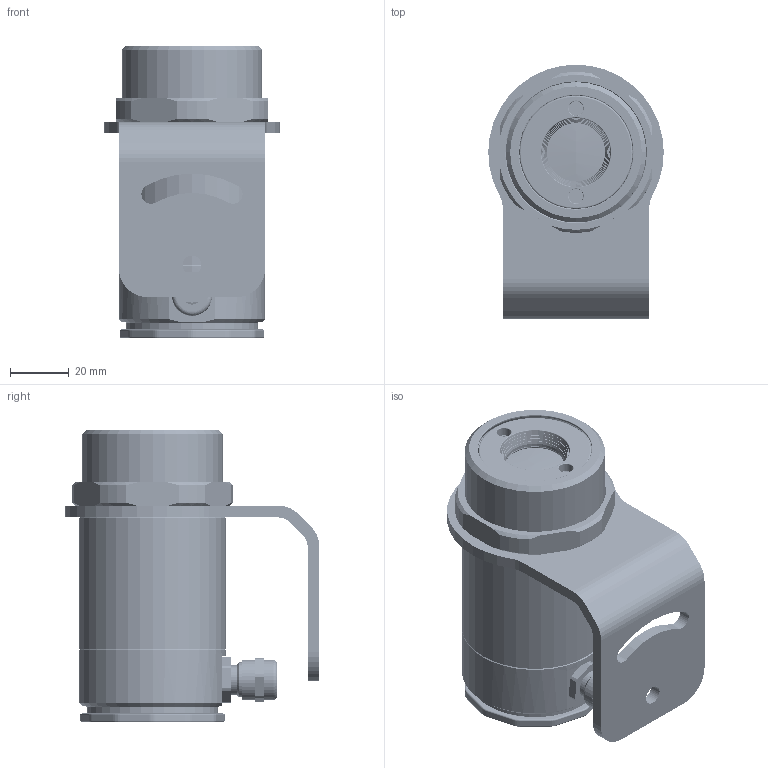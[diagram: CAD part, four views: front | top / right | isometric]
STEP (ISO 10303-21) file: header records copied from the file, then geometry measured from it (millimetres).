
FILE_DESCRIPTION (( 'STEP AP214' ), '1' );
FILE_NAME ('9C305 Messkopfgehäuse-CT75.STEP', '2007-12-19T14:18:52', ( 'ab' ), ( '' ), 'SwSTEP 2.0', 'SolidWorks 2007', '' );
FILE_SCHEMA (( 'AUTOMOTIVE_DESIGN' ));
Length unit declared in the file: millimetre
Products named in the file (37): l2_-; ic2; r9; ntc; ic1; PCB; 1C830-A; Square nut DIN 562 M2 -N; 61204 Linsenschraube KSDIN 7985 A2 M2 x 8; 61202 Senkschraube KS DIN 965 A2 M2 x 6; 1C303 Haltering; 61205 Gewindestift ISK DIN913 A2 M2x8_DIN 913 - M2 x 5-S; 63011 O-Ring 20x1_O-Ring 20 x 1; Etti-Hülse3x5x3; 1C307 Frontring; 9C301 Frontring; 61245 Federscheibe DIN 137 A2 St-Ni; x1_Klemmblock-5R-6pol; 1L037-2 Glasscheibe; Einpress-Minimutter-M2; 1L028 Frontring; T003-Stiftleiste-RIA_Stiftleiste RIA 5-6pol; 61208 Linsenschraube KSDIN 7985 VZ M2 x 16; 63041 O-Ring 45x1_O-Ring 45 x 1; 63161 O-Ring 38 x 1,5_O-Ring 38 x 1,5; 63152 O-Ring 5 x 1,5_O-Ring 5 x 1,5; 1C319 Montagewinkel; 64101 Kabelverschraubung-M12x1_5; 1C301 Gehäuserohr; 9C305 Messkopfgehäuse-CT75; 1C312 Ringaufsatz; 1C305 Deckel; 1C306 Mutter M48x1,5; 1L015 Optikführungschale_1L015-3 Optikführungsschale CT-75; 1L014-3 Optikoberschale_1L014-3 CT-75; 1L007 Si-PK-Linse; 9C306-5 Doppellinsenoptik-CTL-LT-SF_Hülle
Assembly tree (88 placements, depth 4):
  9C305 Messkopfgehäuse-CT75
    63041 O-Ring 45x1_O-Ring 45 x 1
    61208 Linsenschraube KSDIN 7985 VZ M2 x 16  x4
    1C301 Gehäuserohr
    64101 Kabelverschraubung-M12x1_5
    1C306 Mutter M48x1,5
    1C319 Montagewinkel
    1C312 Ringaufsatz
    63161 O-Ring 38 x 1,5_O-Ring 38 x 1,5
    1C305 Deckel
    9C306-5 Doppellinsenoptik-CTL-LT-SF_Hülle
      Square nut DIN 562 M2 -N  x4
      Etti-Hülse3x5x3  x2
      61204 Linsenschraube KSDIN 7985 A2 M2 x 8  x8
      61202 Senkschraube KS DIN 965 A2 M2 x 6  x6
      1L014-3 Optikoberschale_1L014-3 CT-75
      61245 Federscheibe DIN 137 A2 St-Ni  x6
      1L015 Optikführungschale_1L015-3 Optikführungsschale CT-75
      9C301 Frontring
        Einpress-Minimutter-M2  x4
        1C307 Frontring
      1C830-A
        ntc  x4
        l2_-  x4
        r9  x16
        PCB
        ic2
        ic1
        T003-Stiftleiste-RIA_Stiftleiste RIA 5-6pol
        x1_Klemmblock-5R-6pol
      1C303 Haltering
      1L028 Frontring
      1L037-2 Glasscheibe  x2
      63011 O-Ring 20x1_O-Ring 20 x 1
      63161 O-Ring 38 x 1,5_O-Ring 38 x 1,5
      61205 Gewindestift ISK DIN913 A2 M2x8_DIN 913 - M2 x 5-S  x2
      63152 O-Ring 5 x 1,5_O-Ring 5 x 1,5  x2
      1L007 Si-PK-Linse
Bounding box: 60 x 87 x 100 mm (x, y, z)
Volume: 106705.9 mm3; surface area: 100933.9 mm2
Topology: 86 solids, 86 shells, 5446 faces, 14231 edges, 8997 vertices
Faces by surface type: plane 2297, cylinder 1432, cone 1381, torus 189, bspline 91, sphere 56
Entity records: 109269 total; most frequent: CARTESIAN_POINT 26666, ORIENTED_EDGE 16774, DIRECTION 15763, EDGE_CURVE 8387, AXIS2_PLACEMENT_3D 5710, VERTEX_POINT 5347, VECTOR 4343, LINE 4343
